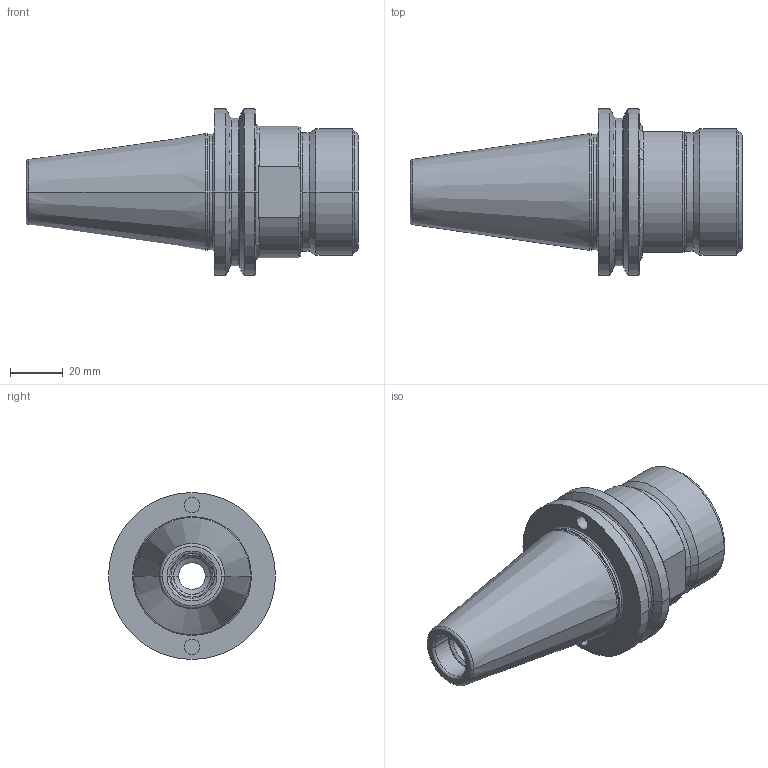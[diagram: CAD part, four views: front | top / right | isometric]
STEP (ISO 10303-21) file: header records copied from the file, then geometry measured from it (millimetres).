
FILE_DESCRIPTION((''),'2;1');
FILE_NAME('40S225070FZ_PRT','2020-09-24T12:57:27',('SYSTEM'),(''),'CREO PARAMETRIC BY PTC INC, 2019471','CREO PARAMETRIC BY PTC INC, 2019471','');
FILE_SCHEMA(('CONFIG_CONTROL_DESIGN'));
Length unit declared in the file: millimetre
Products named in the file (1): 40S225070FZ_PRT
Bounding box: 126.4 x 63.55 x 63.55 mm (x, y, z)
Volume: 143184.1 mm3; surface area: 31426.1 mm2
Topology: 1 solids, 2 shells, 94 faces, 202 edges, 120 vertices
Faces by surface type: cylinder 32, cone 24, torus 20, plane 18
Entity records: 2684 total; most frequent: CARTESIAN_POINT 521, DIRECTION 504, ORIENTED_EDGE 400, AXIS2_PLACEMENT_3D 221, EDGE_CURVE 202, CIRCLE 126, VERTEX_POINT 120, EDGE_LOOP 106
